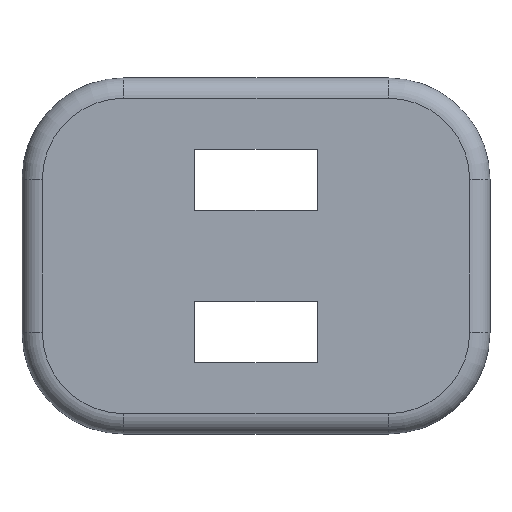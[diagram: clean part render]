
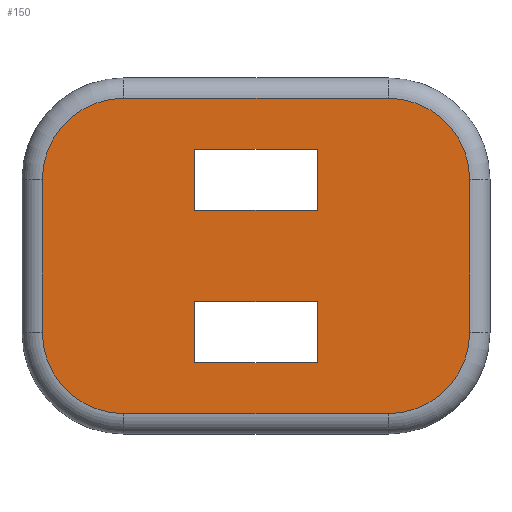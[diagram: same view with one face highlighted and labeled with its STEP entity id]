
A CAD part, top view. The second image highlights one B-rep face of the part: STEP entity #150.
In plain terms, the highlighted planar face has unit normal (0, 0, 1).
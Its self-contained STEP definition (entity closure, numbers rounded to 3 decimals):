
#5 = ORIENTED_EDGE ( 'NONE', *, *, #761, .F. ) ;
#6 = CARTESIAN_POINT ( 'NONE',  ( 6., -4.5, 6. ) ) ;
#18 = CARTESIAN_POINT ( 'NONE',  ( 6., 10.5, 6. ) ) ;
#31 = VERTEX_POINT ( 'NONE', #378 ) ;
#33 = LINE ( 'NONE', #726, #784 ) ;
#37 = DIRECTION ( 'NONE',  ( 0., 0., 1. ) ) ;
#41 = CARTESIAN_POINT ( 'NONE',  ( -6., -4.5, 6. ) ) ;
#45 = CARTESIAN_POINT ( 'NONE',  ( 6., -10.5, 6. ) ) ;
#56 = CARTESIAN_POINT ( 'NONE',  ( 6., 4.5, 6. ) ) ;
#57 = DIRECTION ( 'NONE',  ( 1., 0., 0. ) ) ;
#74 = CIRCLE ( 'NONE', #282, 8. ) ;
#81 = AXIS2_PLACEMENT_3D ( 'NONE', #658, #327, #398 ) ;
#95 = VERTEX_POINT ( 'NONE', #776 ) ;
#99 = VERTEX_POINT ( 'NONE', #194 ) ;
#108 = EDGE_CURVE ( 'NONE', #99, #201, #281, .T. ) ;
#109 = VERTEX_POINT ( 'NONE', #258 ) ;
#116 = DIRECTION ( 'NONE',  ( 0., 1., 0. ) ) ;
#119 = ORIENTED_EDGE ( 'NONE', *, *, #725, .T. ) ;
#130 = AXIS2_PLACEMENT_3D ( 'NONE', #463, #526, #57 ) ;
#142 = EDGE_CURVE ( 'NONE', #422, #195, #586, .T. ) ;
#150 = ADVANCED_FACE ( 'NONE', ( #749, #599, #425 ), #770, .T. ) ;
#154 = VERTEX_POINT ( 'NONE', #180 ) ;
#158 = VECTOR ( 'NONE', #210, 1000. ) ;
#165 = VECTOR ( 'NONE', #587, 1000. ) ;
#167 = DIRECTION ( 'NONE',  ( 1., 0., 0. ) ) ;
#173 = EDGE_CURVE ( 'NONE', #234, #99, #216, .T. ) ;
#180 = CARTESIAN_POINT ( 'NONE',  ( -6., -10.5, 6. ) ) ;
#194 = CARTESIAN_POINT ( 'NONE',  ( -13., -15.5, 6. ) ) ;
#195 = VERTEX_POINT ( 'NONE', #56 ) ;
#201 = VERTEX_POINT ( 'NONE', #591 ) ;
#205 = AXIS2_PLACEMENT_3D ( 'NONE', #748, #37, #167 ) ;
#207 = DIRECTION ( 'NONE',  ( 0., -1., 0. ) ) ;
#209 = CARTESIAN_POINT ( 'NONE',  ( -6., -10.5, 6. ) ) ;
#210 = DIRECTION ( 'NONE',  ( 1., 0., 0. ) ) ;
#216 = CIRCLE ( 'NONE', #130, 8. ) ;
#219 = CARTESIAN_POINT ( 'NONE',  ( -21., -7.5, 6. ) ) ;
#220 = ORIENTED_EDGE ( 'NONE', *, *, #340, .F. ) ;
#234 = VERTEX_POINT ( 'NONE', #404 ) ;
#235 = CARTESIAN_POINT ( 'NONE',  ( 13., 7.5, 6. ) ) ;
#240 = ORIENTED_EDGE ( 'NONE', *, *, #851, .F. ) ;
#243 = VECTOR ( 'NONE', #575, 1000. ) ;
#244 = CARTESIAN_POINT ( 'NONE',  ( -6., 4.5, 6. ) ) ;
#245 = EDGE_LOOP ( 'NONE', ( #298, #295, #792, #240 ) ) ;
#248 = VERTEX_POINT ( 'NONE', #408 ) ;
#258 = CARTESIAN_POINT ( 'NONE',  ( -6., 10.5, 6. ) ) ;
#268 = EDGE_LOOP ( 'NONE', ( #753, #5, #220, #821 ) ) ;
#280 = DIRECTION ( 'NONE',  ( -1., 0., 0. ) ) ;
#281 = LINE ( 'NONE', #529, #785 ) ;
#282 = AXIS2_PLACEMENT_3D ( 'NONE', #499, #372, #365 ) ;
#292 = EDGE_CURVE ( 'NONE', #248, #497, #576, .T. ) ;
#295 = ORIENTED_EDGE ( 'NONE', *, *, #687, .F. ) ;
#298 = ORIENTED_EDGE ( 'NONE', *, *, #305, .F. ) ;
#302 = VERTEX_POINT ( 'NONE', #6 ) ;
#305 = EDGE_CURVE ( 'NONE', #487, #109, #695, .T. ) ;
#306 = CARTESIAN_POINT ( 'NONE',  ( 6., -10.5, 6. ) ) ;
#319 = DIRECTION ( 'NONE',  ( 1., 0., 0. ) ) ;
#327 = DIRECTION ( 'NONE',  ( 0., 0., 1. ) ) ;
#334 = AXIS2_PLACEMENT_3D ( 'NONE', #235, #584, #838 ) ;
#340 = EDGE_CURVE ( 'NONE', #302, #31, #33, .T. ) ;
#365 = DIRECTION ( 'NONE',  ( 1., 0., 0. ) ) ;
#366 = ORIENTED_EDGE ( 'NONE', *, *, #292, .T. ) ;
#372 = DIRECTION ( 'NONE',  ( 0., 0., 1. ) ) ;
#375 = CIRCLE ( 'NONE', #334, 8. ) ;
#378 = CARTESIAN_POINT ( 'NONE',  ( -6., -4.5, 6. ) ) ;
#397 = CARTESIAN_POINT ( 'NONE',  ( -6., 4.5, 6. ) ) ;
#398 = DIRECTION ( 'NONE',  ( 1., 0., 0. ) ) ;
#404 = CARTESIAN_POINT ( 'NONE',  ( -21., -7.5, 6. ) ) ;
#408 = CARTESIAN_POINT ( 'NONE',  ( 13., 15.5, 6. ) ) ;
#417 = EDGE_CURVE ( 'NONE', #154, #703, #483, .T. ) ;
#422 = VERTEX_POINT ( 'NONE', #558 ) ;
#424 = VECTOR ( 'NONE', #662, 1000. ) ;
#425 = FACE_BOUND ( 'NONE', #268, .T. ) ;
#432 = CIRCLE ( 'NONE', #205, 8. ) ;
#441 = CARTESIAN_POINT ( 'NONE',  ( 21., 7.5, 6. ) ) ;
#443 = VECTOR ( 'NONE', #456, 1000. ) ;
#446 = ORIENTED_EDGE ( 'NONE', *, *, #631, .T. ) ;
#456 = DIRECTION ( 'NONE',  ( 1., 0., 0. ) ) ;
#459 = ORIENTED_EDGE ( 'NONE', *, *, #547, .T. ) ;
#463 = CARTESIAN_POINT ( 'NONE',  ( -13., -7.5, 6. ) ) ;
#480 = VECTOR ( 'NONE', #116, 1000. ) ;
#481 = EDGE_LOOP ( 'NONE', ( #837, #641, #573, #446, #459, #119, #366, #638 ) ) ;
#483 = LINE ( 'NONE', #209, #158 ) ;
#487 = VERTEX_POINT ( 'NONE', #18 ) ;
#497 = VERTEX_POINT ( 'NONE', #743 ) ;
#499 = CARTESIAN_POINT ( 'NONE',  ( 13., -7.5, 6. ) ) ;
#511 = CARTESIAN_POINT ( 'NONE',  ( 21., -7.5, 6. ) ) ;
#521 = CARTESIAN_POINT ( 'NONE',  ( 6., 10.5, 6. ) ) ;
#523 = LINE ( 'NONE', #397, #165 ) ;
#526 = DIRECTION ( 'NONE',  ( 0., 0., 1. ) ) ;
#527 = VECTOR ( 'NONE', #207, 1000. ) ;
#529 = CARTESIAN_POINT ( 'NONE',  ( 13., -15.5, 6. ) ) ;
#533 = EDGE_CURVE ( 'NONE', #788, #234, #668, .T. ) ;
#547 = EDGE_CURVE ( 'NONE', #745, #95, #713, .T. ) ;
#556 = VECTOR ( 'NONE', #724, 1000. ) ;
#558 = CARTESIAN_POINT ( 'NONE',  ( -6., 4.5, 6. ) ) ;
#565 = LINE ( 'NONE', #41, #243 ) ;
#573 = ORIENTED_EDGE ( 'NONE', *, *, #108, .T. ) ;
#575 = DIRECTION ( 'NONE',  ( 0., -1., 0. ) ) ;
#576 = LINE ( 'NONE', #790, #424 ) ;
#579 = CARTESIAN_POINT ( 'NONE',  ( -21., 7.5, 6. ) ) ;
#582 = LINE ( 'NONE', #521, #480 ) ;
#584 = DIRECTION ( 'NONE',  ( 0., 0., 1. ) ) ;
#586 = LINE ( 'NONE', #244, #443 ) ;
#587 = DIRECTION ( 'NONE',  ( 0., -1., 0. ) ) ;
#591 = CARTESIAN_POINT ( 'NONE',  ( 13., -15.5, 6. ) ) ;
#599 = FACE_BOUND ( 'NONE', #245, .T. ) ;
#606 = EDGE_CURVE ( 'NONE', #497, #788, #432, .T. ) ;
#628 = DIRECTION ( 'NONE',  ( 0., 1., 0. ) ) ;
#631 = EDGE_CURVE ( 'NONE', #201, #745, #74, .T. ) ;
#638 = ORIENTED_EDGE ( 'NONE', *, *, #606, .T. ) ;
#641 = ORIENTED_EDGE ( 'NONE', *, *, #173, .T. ) ;
#658 = CARTESIAN_POINT ( 'NONE',  ( 0., 0., 6. ) ) ;
#662 = DIRECTION ( 'NONE',  ( -1., 0., 0. ) ) ;
#667 = CARTESIAN_POINT ( 'NONE',  ( -6., 10.5, 6. ) ) ;
#668 = LINE ( 'NONE', #219, #527 ) ;
#674 = LINE ( 'NONE', #45, #700 ) ;
#687 = EDGE_CURVE ( 'NONE', #195, #487, #582, .T. ) ;
#695 = LINE ( 'NONE', #667, #556 ) ;
#700 = VECTOR ( 'NONE', #828, 1000. ) ;
#703 = VERTEX_POINT ( 'NONE', #306 ) ;
#713 = LINE ( 'NONE', #441, #823 ) ;
#724 = DIRECTION ( 'NONE',  ( -1., 0., 0. ) ) ;
#725 = EDGE_CURVE ( 'NONE', #95, #248, #375, .T. ) ;
#726 = CARTESIAN_POINT ( 'NONE',  ( -6., -4.5, 6. ) ) ;
#743 = CARTESIAN_POINT ( 'NONE',  ( -13., 15.5, 6. ) ) ;
#745 = VERTEX_POINT ( 'NONE', #511 ) ;
#748 = CARTESIAN_POINT ( 'NONE',  ( -13., 7.5, 6. ) ) ;
#749 = FACE_OUTER_BOUND ( 'NONE', #481, .T. ) ;
#753 = ORIENTED_EDGE ( 'NONE', *, *, #417, .F. ) ;
#761 = EDGE_CURVE ( 'NONE', #31, #154, #565, .T. ) ;
#770 = PLANE ( 'NONE',  #81 ) ;
#772 = EDGE_CURVE ( 'NONE', #703, #302, #674, .T. ) ;
#776 = CARTESIAN_POINT ( 'NONE',  ( 21., 7.5, 6. ) ) ;
#784 = VECTOR ( 'NONE', #280, 1000. ) ;
#785 = VECTOR ( 'NONE', #319, 1000. ) ;
#788 = VERTEX_POINT ( 'NONE', #579 ) ;
#790 = CARTESIAN_POINT ( 'NONE',  ( -13., 15.5, 6. ) ) ;
#792 = ORIENTED_EDGE ( 'NONE', *, *, #142, .F. ) ;
#821 = ORIENTED_EDGE ( 'NONE', *, *, #772, .F. ) ;
#823 = VECTOR ( 'NONE', #628, 1000. ) ;
#828 = DIRECTION ( 'NONE',  ( 0., 1., 0. ) ) ;
#837 = ORIENTED_EDGE ( 'NONE', *, *, #533, .T. ) ;
#838 = DIRECTION ( 'NONE',  ( 1., 0., 0. ) ) ;
#851 = EDGE_CURVE ( 'NONE', #109, #422, #523, .T. ) ;
